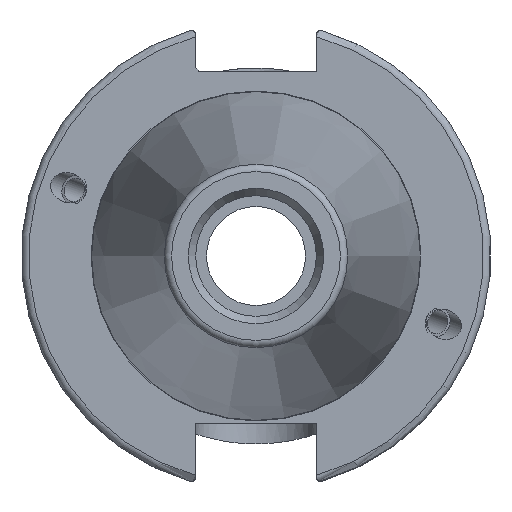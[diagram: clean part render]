
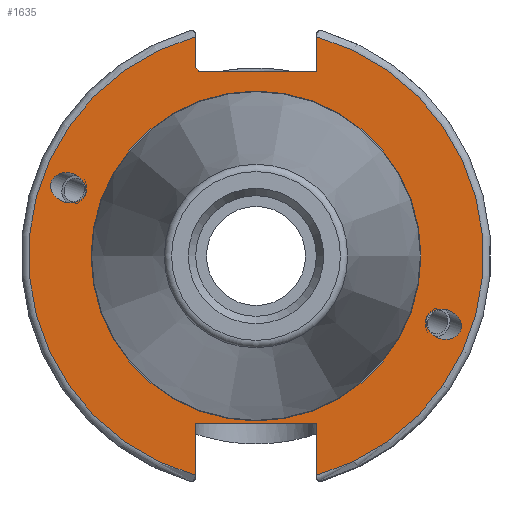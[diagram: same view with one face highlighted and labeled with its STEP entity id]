
A CAD part, left-side view. The second image highlights one B-rep face of the part: STEP entity #1635.
In plain terms, the highlighted planar face has unit normal (-1, 0, 0).
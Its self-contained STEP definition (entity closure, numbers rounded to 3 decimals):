
#36=FACE_BOUND('',#321,.T.);
#37=FACE_BOUND('',#322,.T.);
#38=FACE_BOUND('',#323,.T.);
#55=PLANE('',#1772);
#151=ELLIPSE('',#1776,2.442,2.);
#152=ELLIPSE('',#1777,2.442,2.);
#221=FACE_OUTER_BOUND('',#320,.T.);
#320=EDGE_LOOP('',(#1188,#1189,#1190,#1191,#1192,#1193,#1194,#1195,#1196,
#1197));
#321=EDGE_LOOP('',(#1198));
#322=EDGE_LOOP('',(#1199));
#323=EDGE_LOOP('',(#1200));
#426=LINE('',#2735,#518);
#430=LINE('',#2748,#522);
#431=LINE('',#2752,#523);
#432=LINE('',#2753,#524);
#433=LINE('',#2755,#525);
#434=LINE('',#2757,#526);
#435=LINE('',#2761,#527);
#436=LINE('',#2762,#528);
#518=VECTOR('',#2009,10.);
#522=VECTOR('',#2023,10.);
#523=VECTOR('',#2026,10.);
#524=VECTOR('',#2027,10.);
#525=VECTOR('',#2028,10.);
#526=VECTOR('',#2029,10.);
#527=VECTOR('',#2032,10.);
#528=VECTOR('',#2033,10.);
#613=CIRCLE('',#1773,30.75);
#614=CIRCLE('',#1774,30.75);
#615=CIRCLE('',#1775,22.3);
#710=VERTEX_POINT('',#2732);
#711=VERTEX_POINT('',#2734);
#714=VERTEX_POINT('',#2746);
#715=VERTEX_POINT('',#2747);
#716=VERTEX_POINT('',#2749);
#717=VERTEX_POINT('',#2751);
#718=VERTEX_POINT('',#2754);
#719=VERTEX_POINT('',#2756);
#720=VERTEX_POINT('',#2758);
#721=VERTEX_POINT('',#2760);
#722=VERTEX_POINT('',#2763);
#723=VERTEX_POINT('',#2765);
#724=VERTEX_POINT('',#2767);
#893=EDGE_CURVE('',#711,#710,#426,.T.);
#899=EDGE_CURVE('',#714,#715,#430,.T.);
#900=EDGE_CURVE('',#716,#715,#613,.T.);
#901=EDGE_CURVE('',#716,#717,#431,.T.);
#902=EDGE_CURVE('',#717,#711,#432,.T.);
#903=EDGE_CURVE('',#718,#710,#433,.T.);
#904=EDGE_CURVE('',#718,#719,#434,.T.);
#905=EDGE_CURVE('',#720,#719,#614,.T.);
#906=EDGE_CURVE('',#720,#721,#435,.T.);
#907=EDGE_CURVE('',#721,#714,#436,.T.);
#908=EDGE_CURVE('',#722,#722,#615,.T.);
#909=EDGE_CURVE('',#723,#723,#151,.T.);
#910=EDGE_CURVE('',#724,#724,#152,.T.);
#1188=ORIENTED_EDGE('',*,*,#899,.T.);
#1189=ORIENTED_EDGE('',*,*,#900,.F.);
#1190=ORIENTED_EDGE('',*,*,#901,.T.);
#1191=ORIENTED_EDGE('',*,*,#902,.T.);
#1192=ORIENTED_EDGE('',*,*,#893,.T.);
#1193=ORIENTED_EDGE('',*,*,#903,.F.);
#1194=ORIENTED_EDGE('',*,*,#904,.T.);
#1195=ORIENTED_EDGE('',*,*,#905,.F.);
#1196=ORIENTED_EDGE('',*,*,#906,.T.);
#1197=ORIENTED_EDGE('',*,*,#907,.T.);
#1198=ORIENTED_EDGE('',*,*,#908,.F.);
#1199=ORIENTED_EDGE('',*,*,#909,.T.);
#1200=ORIENTED_EDGE('',*,*,#910,.T.);
#1635=ADVANCED_FACE('',(#221,#36,#37,#38),#55,.T.);
#1772=AXIS2_PLACEMENT_3D('',#2745,#2021,#2022);
#1773=AXIS2_PLACEMENT_3D('',#2750,#2024,#2025);
#1774=AXIS2_PLACEMENT_3D('',#2759,#2030,#2031);
#1775=AXIS2_PLACEMENT_3D('',#2764,#2034,#2035);
#1776=AXIS2_PLACEMENT_3D('',#2766,#2036,#2037);
#1777=AXIS2_PLACEMENT_3D('',#2768,#2038,#2039);
#2009=DIRECTION('',(0.,0.,1.));
#2021=DIRECTION('center_axis',(-1.,0.,0.));
#2022=DIRECTION('ref_axis',(0.,0.,1.));
#2023=DIRECTION('',(0.,0.,-1.));
#2024=DIRECTION('center_axis',(1.,0.,0.));
#2025=DIRECTION('ref_axis',(0.,-1.,0.));
#2026=DIRECTION('',(0.,0.,-1.));
#2027=DIRECTION('',(0.,1.,0.));
#2028=DIRECTION('',(0.,-0.707,-0.707));
#2029=DIRECTION('',(0.,0.,1.));
#2030=DIRECTION('center_axis',(1.,0.,0.));
#2031=DIRECTION('ref_axis',(0.,1.,0.));
#2032=DIRECTION('',(0.,0.,1.));
#2033=DIRECTION('',(0.,-1.,0.));
#2034=DIRECTION('center_axis',(-1.,0.,0.));
#2035=DIRECTION('ref_axis',(0.,-1.,0.));
#2036=DIRECTION('center_axis',(1.,0.,0.));
#2037=DIRECTION('ref_axis',(0.,0.94,0.342));
#2038=DIRECTION('center_axis',(1.,0.,0.));
#2039=DIRECTION('ref_axis',(0.,-0.94,-0.342));
#2732=CARTESIAN_POINT('',(3.175,7.802,25.112));
#2734=CARTESIAN_POINT('',(3.175,7.802,25.));
#2735=CARTESIAN_POINT('',(3.175,7.802,12.5));
#2745=CARTESIAN_POINT('Origin',(3.175,31.75,0.));
#2746=CARTESIAN_POINT('',(3.175,-8.19,-22.6));
#2747=CARTESIAN_POINT('',(3.175,-8.19,-29.639));
#2748=CARTESIAN_POINT('',(3.175,-8.19,-11.3));
#2749=CARTESIAN_POINT('',(3.175,-8.19,29.639));
#2750=CARTESIAN_POINT('Origin',(3.175,0.,0.));
#2751=CARTESIAN_POINT('',(3.175,-8.19,25.));
#2752=CARTESIAN_POINT('',(3.175,-8.19,12.5));
#2753=CARTESIAN_POINT('',(3.175,15.778,25.));
#2754=CARTESIAN_POINT('',(3.175,8.19,25.5));
#2755=CARTESIAN_POINT('',(3.175,7.58,24.89));
#2756=CARTESIAN_POINT('',(3.175,8.19,29.639));
#2757=CARTESIAN_POINT('',(3.175,8.19,12.5));
#2758=CARTESIAN_POINT('',(3.175,8.19,-29.639));
#2759=CARTESIAN_POINT('Origin',(3.175,0.,0.));
#2760=CARTESIAN_POINT('',(3.175,8.19,-22.6));
#2761=CARTESIAN_POINT('',(3.175,8.19,-11.3));
#2762=CARTESIAN_POINT('',(3.175,15.875,-22.6));
#2763=CARTESIAN_POINT('',(3.175,0.,22.3));
#2764=CARTESIAN_POINT('Origin',(3.175,0.,0.));
#2765=CARTESIAN_POINT('',(3.175,23.077,8.399));
#2766=CARTESIAN_POINT('Origin',(3.175,25.372,9.235));
#2767=CARTESIAN_POINT('',(3.175,-23.077,-8.399));
#2768=CARTESIAN_POINT('Origin',(3.175,-25.372,-9.235));
